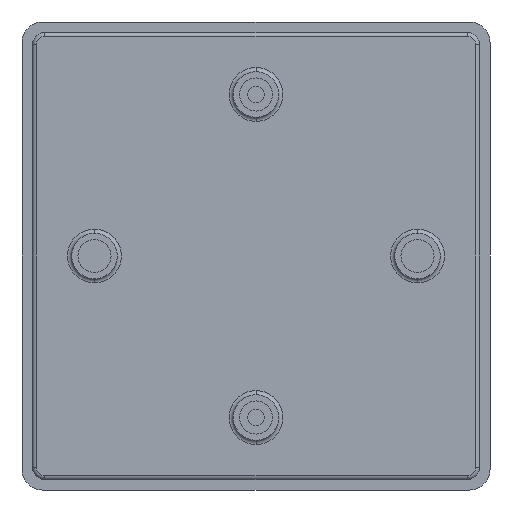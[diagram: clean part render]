
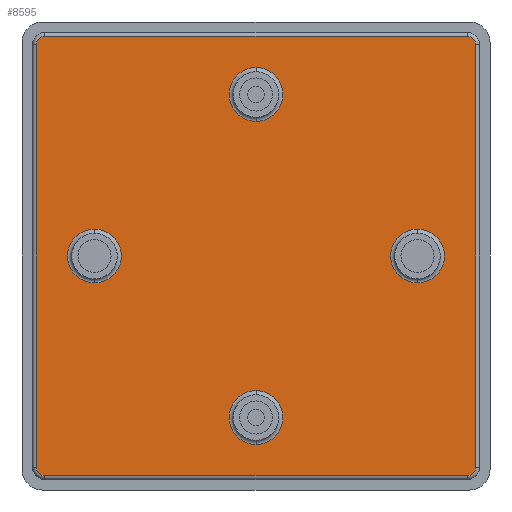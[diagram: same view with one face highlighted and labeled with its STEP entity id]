
A CAD part, front view. The second image highlights one B-rep face of the part: STEP entity #8595.
In plain terms, the highlighted planar face has unit normal (0, -1, 0).
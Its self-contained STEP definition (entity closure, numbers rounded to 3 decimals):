
#33 = CIRCLE ( 'NONE', #5385, 2. ) ;
#98 = VERTEX_POINT ( 'NONE', #2906 ) ;
#113 = CARTESIAN_POINT ( 'NONE',  ( -51., 0., 51. ) ) ;
#189 = AXIS2_PLACEMENT_3D ( 'NONE', #3213, #5980, #2937 ) ;
#305 = ORIENTED_EDGE ( 'NONE', *, *, #12837, .T. ) ;
#399 = LINE ( 'NONE', #2331, #3767 ) ;
#441 = EDGE_LOOP ( 'NONE', ( #456, #7890 ) ) ;
#456 = ORIENTED_EDGE ( 'NONE', *, *, #4116, .T. ) ;
#606 = CARTESIAN_POINT ( 'NONE',  ( 0., 0., 45.5 ) ) ;
#717 = DIRECTION ( 'NONE',  ( -1., 0., 0. ) ) ;
#724 = VERTEX_POINT ( 'NONE', #7790 ) ;
#752 = DIRECTION ( 'NONE',  ( 0., 0., 1. ) ) ;
#926 = CIRCLE ( 'NONE', #9659, 2. ) ;
#958 = CARTESIAN_POINT ( 'NONE',  ( 0., 0., -45.5 ) ) ;
#1142 = DIRECTION ( 'NONE',  ( 0., 0., 1. ) ) ;
#1317 = ORIENTED_EDGE ( 'NONE', *, *, #5920, .T. ) ;
#1335 = CARTESIAN_POINT ( 'NONE',  ( 51., 0., 53. ) ) ;
#1600 = EDGE_LOOP ( 'NONE', ( #3968, #305 ) ) ;
#1778 = VERTEX_POINT ( 'NONE', #1335 ) ;
#2025 = EDGE_CURVE ( 'NONE', #6771, #98, #33, .T. ) ;
#2055 = VERTEX_POINT ( 'NONE', #8064 ) ;
#2097 = DIRECTION ( 'NONE',  ( 0., 0., 1. ) ) ;
#2163 = ORIENTED_EDGE ( 'NONE', *, *, #7728, .T. ) ;
#2204 = EDGE_CURVE ( 'NONE', #8149, #11453, #9325, .T. ) ;
#2238 = CARTESIAN_POINT ( 'NONE',  ( -51., 0., 53. ) ) ;
#2240 = VERTEX_POINT ( 'NONE', #5437 ) ;
#2331 = CARTESIAN_POINT ( 'NONE',  ( 53., 0., 0. ) ) ;
#2455 = DIRECTION ( 'NONE',  ( 0., 1., 0. ) ) ;
#2504 = AXIS2_PLACEMENT_3D ( 'NONE', #7896, #11917, #752 ) ;
#2518 = ORIENTED_EDGE ( 'NONE', *, *, #4994, .T. ) ;
#2527 = ORIENTED_EDGE ( 'NONE', *, *, #12036, .T. ) ;
#2557 = CARTESIAN_POINT ( 'NONE',  ( -53., 0., -51. ) ) ;
#2653 = CARTESIAN_POINT ( 'NONE',  ( 0., 0., 39. ) ) ;
#2906 = CARTESIAN_POINT ( 'NONE',  ( -51., 0., -53. ) ) ;
#2910 = ORIENTED_EDGE ( 'NONE', *, *, #4285, .T. ) ;
#2937 = DIRECTION ( 'NONE',  ( 0., 0., 1. ) ) ;
#3021 = EDGE_CURVE ( 'NONE', #98, #2055, #10805, .T. ) ;
#3116 = PLANE ( 'NONE',  #11777 ) ;
#3118 = CIRCLE ( 'NONE', #7695, 6.5 ) ;
#3213 = CARTESIAN_POINT ( 'NONE',  ( -39., 0., 0. ) ) ;
#3284 = CARTESIAN_POINT ( 'NONE',  ( 53., 0., -51. ) ) ;
#3422 = CARTESIAN_POINT ( 'NONE',  ( 0., 0., -32.5 ) ) ;
#3608 = VECTOR ( 'NONE', #4358, 1000. ) ;
#3706 = CARTESIAN_POINT ( 'NONE',  ( 53., 0., 51. ) ) ;
#3767 = VECTOR ( 'NONE', #6445, 1000. ) ;
#3853 = CARTESIAN_POINT ( 'NONE',  ( 39., 0., 0. ) ) ;
#3912 = DIRECTION ( 'NONE',  ( 1., 0., 0. ) ) ;
#3968 = ORIENTED_EDGE ( 'NONE', *, *, #2204, .T. ) ;
#4053 = CIRCLE ( 'NONE', #12298, 2. ) ;
#4062 = CIRCLE ( 'NONE', #189, 6.5 ) ;
#4116 = EDGE_CURVE ( 'NONE', #2240, #10164, #4829, .T. ) ;
#4136 = CARTESIAN_POINT ( 'NONE',  ( 0., 0., -39. ) ) ;
#4222 = CARTESIAN_POINT ( 'NONE',  ( -39., 0., 0. ) ) ;
#4266 = VERTEX_POINT ( 'NONE', #2238 ) ;
#4285 = EDGE_CURVE ( 'NONE', #8901, #724, #10578, .T. ) ;
#4293 = AXIS2_PLACEMENT_3D ( 'NONE', #5959, #9174, #7001 ) ;
#4324 = CARTESIAN_POINT ( 'NONE',  ( 0., 0., 39. ) ) ;
#4358 = DIRECTION ( 'NONE',  ( 0., 0., -1. ) ) ;
#4373 = AXIS2_PLACEMENT_3D ( 'NONE', #10464, #9329, #6287 ) ;
#4529 = ORIENTED_EDGE ( 'NONE', *, *, #12160, .T. ) ;
#4604 = CIRCLE ( 'NONE', #2504, 2. ) ;
#4829 = CIRCLE ( 'NONE', #4293, 6.5 ) ;
#4994 = EDGE_CURVE ( 'NONE', #4266, #10286, #926, .T. ) ;
#5215 = DIRECTION ( 'NONE',  ( 0., 1., 0. ) ) ;
#5262 = VERTEX_POINT ( 'NONE', #3284 ) ;
#5333 = VECTOR ( 'NONE', #3912, 1000. ) ;
#5385 = AXIS2_PLACEMENT_3D ( 'NONE', #6874, #8821, #11995 ) ;
#5437 = CARTESIAN_POINT ( 'NONE',  ( 39., 0., 6.5 ) ) ;
#5573 = VECTOR ( 'NONE', #717, 1000. ) ;
#5920 = EDGE_CURVE ( 'NONE', #1778, #4266, #11006, .T. ) ;
#5959 = CARTESIAN_POINT ( 'NONE',  ( 39., 0., 0. ) ) ;
#5980 = DIRECTION ( 'NONE',  ( 0., 1., 0. ) ) ;
#6038 = CIRCLE ( 'NONE', #8290, 6.5 ) ;
#6063 = DIRECTION ( 'NONE',  ( 0., 0., 1. ) ) ;
#6287 = DIRECTION ( 'NONE',  ( 0., 0., 1. ) ) ;
#6340 = EDGE_LOOP ( 'NONE', ( #11530, #2910 ) ) ;
#6445 = DIRECTION ( 'NONE',  ( 0., 0., 1. ) ) ;
#6771 = VERTEX_POINT ( 'NONE', #2557 ) ;
#6786 = AXIS2_PLACEMENT_3D ( 'NONE', #3853, #11015, #11206 ) ;
#6874 = CARTESIAN_POINT ( 'NONE',  ( -51., 0., -51. ) ) ;
#6982 = EDGE_CURVE ( 'NONE', #10164, #2240, #7301, .T. ) ;
#7001 = DIRECTION ( 'NONE',  ( 0., 0., 1. ) ) ;
#7024 = DIRECTION ( 'NONE',  ( 0., -1., 0. ) ) ;
#7036 = CARTESIAN_POINT ( 'NONE',  ( -39., 0., -6.5 ) ) ;
#7041 = ORIENTED_EDGE ( 'NONE', *, *, #3021, .T. ) ;
#7278 = FACE_BOUND ( 'NONE', #441, .T. ) ;
#7283 = DIRECTION ( 'NONE',  ( 0., -1., 0. ) ) ;
#7301 = CIRCLE ( 'NONE', #6786, 6.5 ) ;
#7317 = CARTESIAN_POINT ( 'NONE',  ( 0., 0., 32.5 ) ) ;
#7365 = CARTESIAN_POINT ( 'NONE',  ( -53., 0., 0. ) ) ;
#7376 = DIRECTION ( 'NONE',  ( 0., 1., 0. ) ) ;
#7495 = CARTESIAN_POINT ( 'NONE',  ( 39., 0., -6.5 ) ) ;
#7497 = EDGE_LOOP ( 'NONE', ( #2527, #10797 ) ) ;
#7695 = AXIS2_PLACEMENT_3D ( 'NONE', #2653, #8953, #9848 ) ;
#7728 = EDGE_CURVE ( 'NONE', #9976, #1778, #4604, .T. ) ;
#7764 = ORIENTED_EDGE ( 'NONE', *, *, #10037, .T. ) ;
#7790 = CARTESIAN_POINT ( 'NONE',  ( -39., 0., 6.5 ) ) ;
#7890 = ORIENTED_EDGE ( 'NONE', *, *, #6982, .T. ) ;
#7896 = CARTESIAN_POINT ( 'NONE',  ( 51., 0., 51. ) ) ;
#7969 = EDGE_CURVE ( 'NONE', #5262, #9976, #399, .T. ) ;
#8064 = CARTESIAN_POINT ( 'NONE',  ( 51., 0., -53. ) ) ;
#8149 = VERTEX_POINT ( 'NONE', #606 ) ;
#8290 = AXIS2_PLACEMENT_3D ( 'NONE', #4136, #2455, #8516 ) ;
#8516 = DIRECTION ( 'NONE',  ( 0., 0., 1. ) ) ;
#8595 = ADVANCED_FACE ( 'NONE', ( #9354, #12874, #9996, #11134, #7278 ), #3116, .F. ) ;
#8821 = DIRECTION ( 'NONE',  ( 0., -1., 0. ) ) ;
#8866 = VERTEX_POINT ( 'NONE', #958 ) ;
#8901 = VERTEX_POINT ( 'NONE', #7036 ) ;
#8953 = DIRECTION ( 'NONE',  ( 0., 1., 0. ) ) ;
#8963 = AXIS2_PLACEMENT_3D ( 'NONE', #4324, #7376, #12300 ) ;
#9174 = DIRECTION ( 'NONE',  ( 0., 1., 0. ) ) ;
#9225 = CARTESIAN_POINT ( 'NONE',  ( 0., 0., 0. ) ) ;
#9305 = EDGE_CURVE ( 'NONE', #724, #8901, #4062, .T. ) ;
#9325 = CIRCLE ( 'NONE', #8963, 6.5 ) ;
#9329 = DIRECTION ( 'NONE',  ( 0., 1., 0. ) ) ;
#9354 = FACE_OUTER_BOUND ( 'NONE', #12861, .T. ) ;
#9659 = AXIS2_PLACEMENT_3D ( 'NONE', #113, #7283, #1142 ) ;
#9848 = DIRECTION ( 'NONE',  ( 0., 0., 1. ) ) ;
#9976 = VERTEX_POINT ( 'NONE', #3706 ) ;
#9996 = FACE_BOUND ( 'NONE', #7497, .T. ) ;
#10028 = CARTESIAN_POINT ( 'NONE',  ( 0., 0., 53. ) ) ;
#10037 = EDGE_CURVE ( 'NONE', #2055, #5262, #4053, .T. ) ;
#10160 = DIRECTION ( 'NONE',  ( 0., 1., 0. ) ) ;
#10164 = VERTEX_POINT ( 'NONE', #7495 ) ;
#10286 = VERTEX_POINT ( 'NONE', #11827 ) ;
#10464 = CARTESIAN_POINT ( 'NONE',  ( 0., 0., -39. ) ) ;
#10578 = CIRCLE ( 'NONE', #13171, 6.5 ) ;
#10729 = ORIENTED_EDGE ( 'NONE', *, *, #7969, .T. ) ;
#10797 = ORIENTED_EDGE ( 'NONE', *, *, #10991, .T. ) ;
#10805 = LINE ( 'NONE', #12048, #5333 ) ;
#10991 = EDGE_CURVE ( 'NONE', #8866, #11068, #6038, .T. ) ;
#11006 = LINE ( 'NONE', #10028, #5573 ) ;
#11015 = DIRECTION ( 'NONE',  ( 0., 1., 0. ) ) ;
#11068 = VERTEX_POINT ( 'NONE', #3422 ) ;
#11134 = FACE_BOUND ( 'NONE', #6340, .T. ) ;
#11206 = DIRECTION ( 'NONE',  ( 0., 0., 1. ) ) ;
#11215 = DIRECTION ( 'NONE',  ( 0., 0., 1. ) ) ;
#11453 = VERTEX_POINT ( 'NONE', #7317 ) ;
#11457 = LINE ( 'NONE', #7365, #3608 ) ;
#11530 = ORIENTED_EDGE ( 'NONE', *, *, #9305, .T. ) ;
#11625 = CIRCLE ( 'NONE', #4373, 6.5 ) ;
#11777 = AXIS2_PLACEMENT_3D ( 'NONE', #9225, #10160, #11215 ) ;
#11827 = CARTESIAN_POINT ( 'NONE',  ( -53., 0., 51. ) ) ;
#11917 = DIRECTION ( 'NONE',  ( 0., -1., 0. ) ) ;
#11995 = DIRECTION ( 'NONE',  ( 0., 0., 1. ) ) ;
#12036 = EDGE_CURVE ( 'NONE', #11068, #8866, #11625, .T. ) ;
#12048 = CARTESIAN_POINT ( 'NONE',  ( 0., 0., -53. ) ) ;
#12160 = EDGE_CURVE ( 'NONE', #10286, #6771, #11457, .T. ) ;
#12298 = AXIS2_PLACEMENT_3D ( 'NONE', #13172, #7024, #6063 ) ;
#12300 = DIRECTION ( 'NONE',  ( 0., 0., 1. ) ) ;
#12698 = ORIENTED_EDGE ( 'NONE', *, *, #2025, .T. ) ;
#12837 = EDGE_CURVE ( 'NONE', #11453, #8149, #3118, .T. ) ;
#12861 = EDGE_LOOP ( 'NONE', ( #4529, #12698, #7041, #7764, #10729, #2163, #1317, #2518 ) ) ;
#12874 = FACE_BOUND ( 'NONE', #1600, .T. ) ;
#13171 = AXIS2_PLACEMENT_3D ( 'NONE', #4222, #5215, #2097 ) ;
#13172 = CARTESIAN_POINT ( 'NONE',  ( 51., 0., -51. ) ) ;
